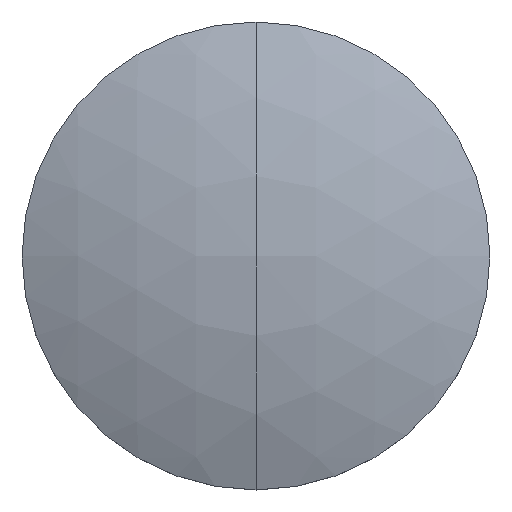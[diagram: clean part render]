
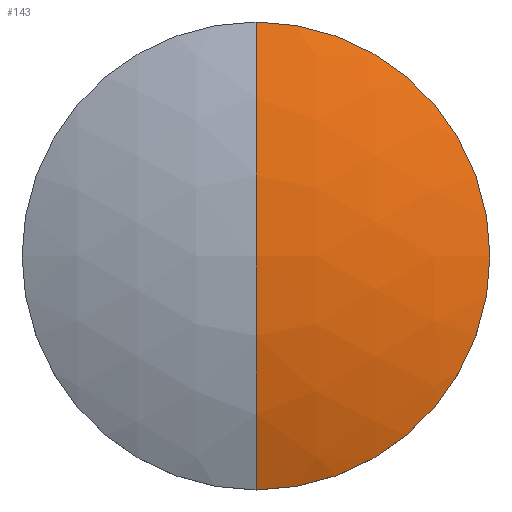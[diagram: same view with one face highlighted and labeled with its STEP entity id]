
A CAD part, top view. The second image highlights one B-rep face of the part: STEP entity #143.
In plain terms, the highlighted spherical face has radius 32.54 mm.
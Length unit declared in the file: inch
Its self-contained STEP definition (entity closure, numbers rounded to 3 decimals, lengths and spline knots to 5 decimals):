
#40 = DIRECTION ( 'NONE',  ( 0., 1., 0. ) ) ;
#41 = DIRECTION ( 'NONE',  ( 1., 0., 0. ) ) ;
#42 = CARTESIAN_POINT ( 'NONE',  ( 0., 0., -1.19094 ) ) ;
#43 = AXIS2_PLACEMENT_3D ( 'NONE', #42, #41, #40 ) ;
#48 = CIRCLE ( 'NONE', #43, 1.2811 ) ;
#93 = CARTESIAN_POINT ( 'NONE',  ( 0., -0.5, -0.01144 ) ) ;
#94 = CARTESIAN_POINT ( 'NONE',  ( 0., 0.5, -0.01144 ) ) ;
#95 = DIRECTION ( 'NONE',  ( 0., 1., 0. ) ) ;
#96 = DIRECTION ( 'NONE',  ( 0., 0., -1. ) ) ;
#97 = CARTESIAN_POINT ( 'NONE',  ( 0., 0., -0.01144 ) ) ;
#98 = AXIS2_PLACEMENT_3D ( 'NONE', #97, #96, #95 ) ;
#99 = CIRCLE ( 'NONE', #98, 0.5 ) ;
#106 = ORIENTED_EDGE ( 'NONE', *, *, #128, .T. ) ;
#108 = EDGE_CURVE ( 'NONE', #109, #110, #99, .T. ) ;
#109 = VERTEX_POINT ( 'NONE', #94 ) ;
#110 = VERTEX_POINT ( 'NONE', #93 ) ;
#128 = EDGE_CURVE ( 'NONE', #147, #110, #48, .T. ) ;
#129 = ORIENTED_EDGE ( 'NONE', *, *, #108, .F. ) ;
#143 = ADVANCED_FACE ( 'NONE', ( #205 ), #178, .T. ) ;
#144 = EDGE_LOOP ( 'NONE', ( #145, #106, #129 ) ) ;
#145 = ORIENTED_EDGE ( 'NONE', *, *, #146, .F. ) ;
#146 = EDGE_CURVE ( 'NONE', #147, #109, #173, .T. ) ;
#147 = VERTEX_POINT ( 'NONE', #197 ) ;
#173 = CIRCLE ( 'NONE', #201, 1.2811 ) ;
#174 = DIRECTION ( 'NONE',  ( 0., 1., 0. ) ) ;
#175 = DIRECTION ( 'NONE',  ( 1., 0., 0. ) ) ;
#176 = AXIS2_PLACEMENT_3D ( 'NONE', #177, #175, #174 ) ;
#177 = CARTESIAN_POINT ( 'NONE',  ( 0., 0., -1.19094 ) ) ;
#178 = SPHERICAL_SURFACE ( 'NONE', #176, 1.2811 ) ;
#197 = CARTESIAN_POINT ( 'NONE',  ( 0., 0., 0.09016 ) ) ;
#198 = DIRECTION ( 'NONE',  ( 0., 0., 1. ) ) ;
#199 = DIRECTION ( 'NONE',  ( -1., 0., 0. ) ) ;
#200 = CARTESIAN_POINT ( 'NONE',  ( 0., 0., -1.19094 ) ) ;
#201 = AXIS2_PLACEMENT_3D ( 'NONE', #200, #199, #198 ) ;
#205 = FACE_OUTER_BOUND ( 'NONE', #144, .T. ) ;
